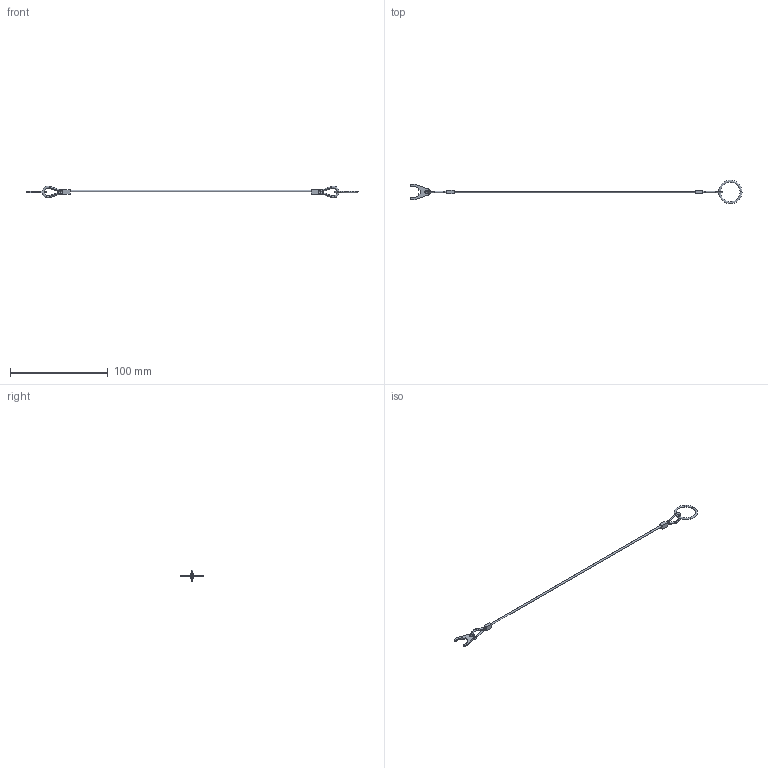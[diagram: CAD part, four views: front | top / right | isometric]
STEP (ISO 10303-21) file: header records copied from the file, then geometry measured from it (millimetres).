
FILE_DESCRIPTION(('STEP AP214'),'1');
FILE_NAME('HALDERN_EH_22400_1033.stp','2017-11-08T12:42:20',('TraceParts'),('TraceParts S.A.'),'Spatial InterOp 3D',' ',' ');
FILE_SCHEMA(('automotive_design'));
Length unit declared in the file: millimetre
Products named in the file (3): HALDERN_EH_22400_1033_1; HALDERN_EH_22400_1033_2; HALDERN_EH_22400_1033_3
Bounding box: 340.19 x 24 x 12 mm (x, y, z)
Volume: 1751.7 mm3; surface area: 3281.3 mm2
Topology: 3 solids, 3 shells, 73 faces, 197 edges, 130 vertices
Faces by surface type: cylinder 32, plane 21, torus 20
Entity records: 2797 total; most frequent: DIRECTION 469, CARTESIAN_POINT 403, ORIENTED_EDGE 394, EDGE_CURVE 197, AXIS2_PLACEMENT_3D 196, VERTEX_POINT 130, CIRCLE 108, EDGE_LOOP 81
